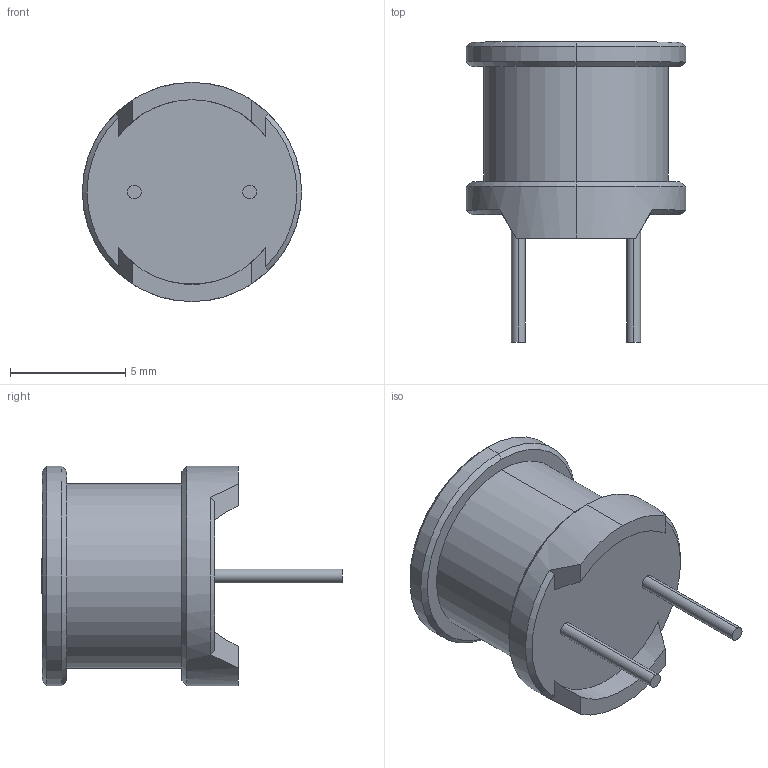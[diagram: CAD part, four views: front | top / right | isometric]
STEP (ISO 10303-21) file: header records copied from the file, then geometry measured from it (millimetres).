
FILE_DESCRIPTION (( 'STEP AP214' ), '1' );
FILE_NAME ('IL_SBCP87_D9.5L8.5S5LL4.5F0.6.STEP', '2018-06-26T21:07:44', ( '' ), ( '' ), 'SwSTEP 2.0', 'SolidWorks 2014', '' );
FILE_SCHEMA (( 'AUTOMOTIVE_DESIGN' ));
Length unit declared in the file: millimetre
Products named in the file (1): IL_SBCP87_D9.5L8.5S5LL4.5F0.6
Bounding box: 9.5 x 13.01 x 9.5 mm (x, y, z)
Volume: 436.6 mm3; surface area: 433.5 mm2
Topology: 4 solids, 4 shells, 90 faces, 228 edges, 150 vertices
Faces by surface type: plane 69, cylinder 13, cone 8
Entity records: 3110 total; most frequent: CARTESIAN_POINT 505, ORIENTED_EDGE 456, DIRECTION 436, EDGE_CURVE 228, VECTOR 178, LINE 178, VERTEX_POINT 150, AXIS2_PLACEMENT_3D 129
